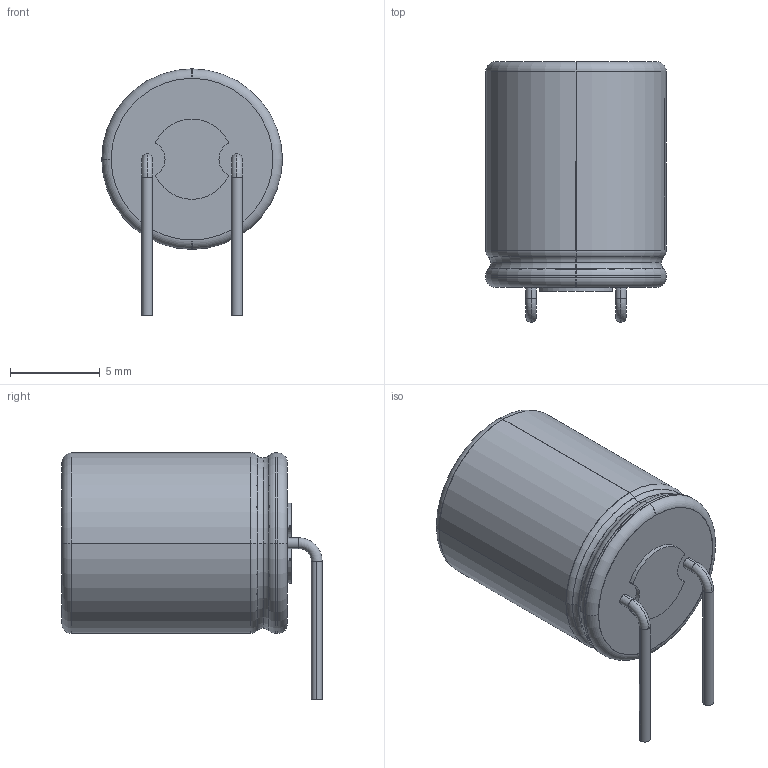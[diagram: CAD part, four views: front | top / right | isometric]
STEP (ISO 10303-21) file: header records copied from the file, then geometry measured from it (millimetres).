
FILE_DESCRIPTION (( 'STEP AP214' ), '1' );
FILE_NAME ('58F0E516-4943-4F86-8212-878C0C719B81.STEP', '2008-12-03T15:57:23', ( 'SysAdmin' ), ( 'SolidWorks' ), 'SwSTEP 2.0', 'SolidWorks 2009', '' );
FILE_SCHEMA (( 'AUTOMOTIVE_DESIGN' ));
Length unit declared in the file: millimetre
Products named in the file (1): 58F0E516-4943-4F86-8212-878C0C719B81
Bounding box: 10.05 x 14.49 x 13.71 mm (x, y, z)
Surface area: 1203 mm2 (no closed solid volume)
Topology: 0 solids, 4 shells, 110 faces, 287 edges, 195 vertices
Faces by surface type: cylinder 64, torus 40, plane 6
Entity records: 4678 total; most frequent: CARTESIAN_POINT 665, DIRECTION 657, ORIENTED_EDGE 520, EDGE_CURVE 287, AXIS2_PLACEMENT_3D 283, VERTEX_POINT 195, CIRCLE 172, EDGE_LOOP 123
